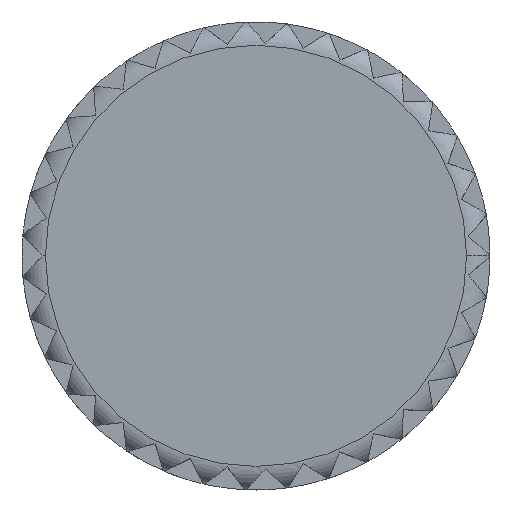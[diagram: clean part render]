
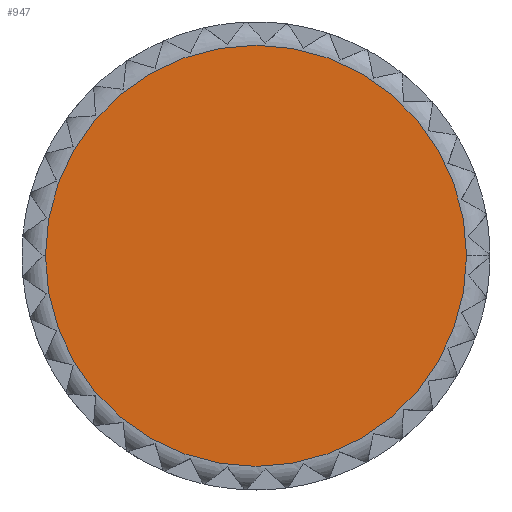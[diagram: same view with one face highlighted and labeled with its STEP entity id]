
A CAD part, top view. The second image highlights one B-rep face of the part: STEP entity #947.
In plain terms, the highlighted planar face has unit normal (0, 0, 1).
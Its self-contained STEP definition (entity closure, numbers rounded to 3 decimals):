
#947=ADVANCED_FACE('',(#2747),#2748,.T.);
#1035=EDGE_CURVE('',#1367,#1725,#2845,.T.);
#1295=EDGE_CURVE('',#1725,#1367,#3127,.T.);
#1367=VERTEX_POINT('',#3205);
#1725=VERTEX_POINT('',#3592);
#2747=FACE_OUTER_BOUND('',#4713,.T.);
#2748=PLANE('',#4714);
#2845=CIRCLE('',#4899,7.2);
#3127=CIRCLE('',#5407,7.2);
#3205=CARTESIAN_POINT('',(7.2,0.,22.5));
#3592=CARTESIAN_POINT('',(-7.2,0.,22.5));
#4713=EDGE_LOOP('',(#8659,#8660));
#4714=AXIS2_PLACEMENT_3D('',#8661,#8662,#8663);
#4899=AXIS2_PLACEMENT_3D('',#8759,#8760,#8761);
#5407=AXIS2_PLACEMENT_3D('',#9144,#9145,#9146);
#8659=ORIENTED_EDGE('',*,*,#1295,.T.);
#8660=ORIENTED_EDGE('',*,*,#1035,.T.);
#8661=CARTESIAN_POINT('',(-3.6,0.,22.5));
#8662=DIRECTION('',(0.0,0.0,1.0));
#8663=DIRECTION('',(-1.0,0.,0.0));
#8759=CARTESIAN_POINT('',(0.0,0.,22.5));
#8760=DIRECTION('',(0.0,0.0,1.0));
#8761=DIRECTION('',(-1.0,0.,0.0));
#9144=CARTESIAN_POINT('',(0.0,0.,22.5));
#9145=DIRECTION('',(0.0,0.0,1.0));
#9146=DIRECTION('',(-1.0,0.,0.0));
